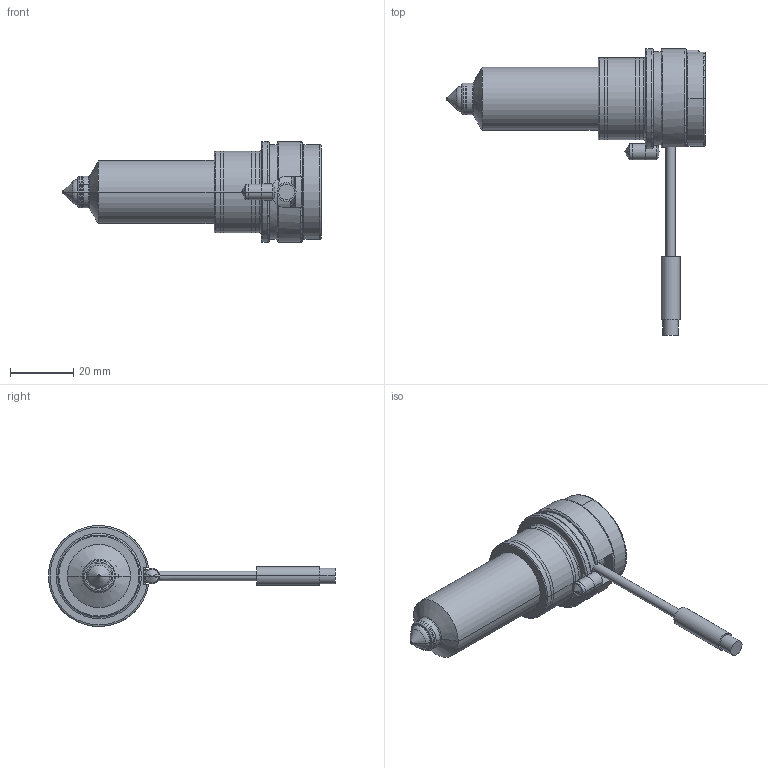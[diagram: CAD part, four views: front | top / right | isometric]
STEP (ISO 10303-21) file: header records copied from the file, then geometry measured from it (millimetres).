
FILE_DESCRIPTION (( 'STEP AP214' ), '1' );
FILE_NAME ('20x063 - dysza - 20063-00.STEP', '2017-05-25T12:11:31', ( '' ), ( '' ), 'SwSTEP 2.0', 'SolidWorks 2016', '' );
FILE_SCHEMA (( 'AUTOMOTIVE_DESIGN' ));
Length unit declared in the file: millimetre
Products named in the file (3): 20x063 - korpus - 26061-02; 20x063 - dysza - 20063-00; 20x063 - komora 20x063
Assembly tree (2 placements, depth 2):
  20x063 - dysza - 20063-00
    20x063 - korpus - 26061-02
    20x063 - komora 20x063
Bounding box: 82 x 90.94 x 31.96 mm (x, y, z)
Volume: 44045.3 mm3; surface area: 19604.3 mm2
Topology: 5 solids, 9 shells, 322 faces, 779 edges, 467 vertices
Faces by surface type: cylinder 111, torus 69, plane 64, cone 51, sphere 14, bspline 13
Entity records: 14788 total; most frequent: CARTESIAN_POINT 7207, DIRECTION 1630, ORIENTED_EDGE 1546, EDGE_CURVE 773, AXIS2_PLACEMENT_3D 696, VERTEX_POINT 467, CIRCLE 382, EDGE_LOOP 340
